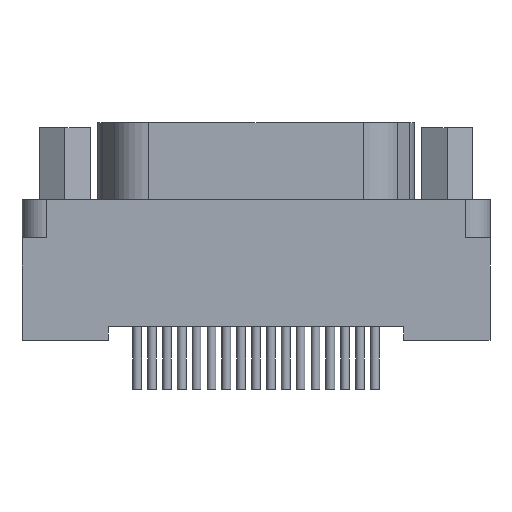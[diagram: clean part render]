
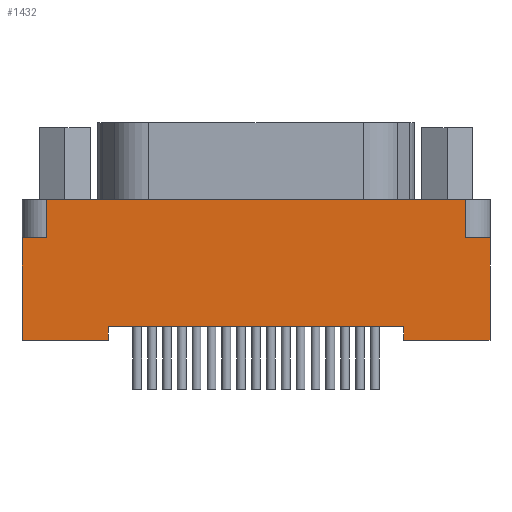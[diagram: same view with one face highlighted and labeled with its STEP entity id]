
A CAD part, front view. The second image highlights one B-rep face of the part: STEP entity #1432.
In plain terms, the highlighted planar face has unit normal (0, -1, 0).
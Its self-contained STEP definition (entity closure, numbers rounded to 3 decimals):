
#1432=ADVANCED_FACE('NONE',(#3042),#3043,.T.);
#3042=FACE_OUTER_BOUND('',#7301,.T.);
#3043=PLANE('',#7302);
#7301=EDGE_LOOP('',(#11656,#11657,#11658,#11659,#11660,#11661,#11662,#11663,#11664,#11665,#11666,#11667));
#7302=AXIS2_PLACEMENT_3D('',#11668,#11669,#11670);
#11656=ORIENTED_EDGE('',*,*,#13866,.T.);
#11657=ORIENTED_EDGE('',*,*,#13868,.T.);
#11658=ORIENTED_EDGE('',*,*,#13840,.T.);
#11659=ORIENTED_EDGE('',*,*,#13846,.T.);
#11660=ORIENTED_EDGE('',*,*,#13758,.T.);
#11661=ORIENTED_EDGE('',*,*,#13849,.T.);
#11662=ORIENTED_EDGE('',*,*,#13853,.T.);
#11663=ORIENTED_EDGE('',*,*,#13767,.F.);
#11664=ORIENTED_EDGE('',*,*,#13856,.T.);
#11665=ORIENTED_EDGE('',*,*,#13860,.T.);
#11666=ORIENTED_EDGE('',*,*,#13863,.T.);
#11667=ORIENTED_EDGE('',*,*,#13824,.F.);
#11668=CARTESIAN_POINT('',(-13.435,-3.935,-2.44));
#11669=DIRECTION('',(0.,-1.0,0.0));
#11670=DIRECTION('',(0.0,0.0,-1.0));
#13758=EDGE_CURVE('NONE',#16166,#16167,#16168,.T.);
#13767=EDGE_CURVE('NONE',#16180,#16178,#16182,.T.);
#13824=EDGE_CURVE('NONE',#16256,#16257,#16258,.T.);
#13840=EDGE_CURVE('NONE',#16281,#16282,#16283,.T.);
#13846=EDGE_CURVE('NONE',#16282,#16166,#16289,.T.);
#13849=EDGE_CURVE('NONE',#16167,#16291,#16293,.T.);
#13853=EDGE_CURVE('NONE',#16291,#16178,#16298,.T.);
#13856=EDGE_CURVE('NONE',#16180,#16300,#16302,.T.);
#13860=EDGE_CURVE('NONE',#16300,#16306,#16308,.T.);
#13863=EDGE_CURVE('NONE',#16306,#16257,#16311,.T.);
#13866=EDGE_CURVE('NONE',#16256,#16313,#16315,.T.);
#13868=EDGE_CURVE('NONE',#16313,#16281,#16317,.T.);
#16166=VERTEX_POINT('NONE',#21699);
#16167=VERTEX_POINT('NONE',#21700);
#16168=LINE('',#21701,#21702);
#16178=VERTEX_POINT('NONE',#21715);
#16180=VERTEX_POINT('NONE',#21718);
#16182=LINE('',#21720,#21721);
#16256=VERTEX_POINT('NONE',#21826);
#16257=VERTEX_POINT('NONE',#21827);
#16258=LINE('',#21828,#21829);
#16281=VERTEX_POINT('NONE',#21862);
#16282=VERTEX_POINT('NONE',#21863);
#16283=LINE('',#21864,#21865);
#16289=LINE('',#21873,#21874);
#16291=VERTEX_POINT('NONE',#21876);
#16293=LINE('',#21879,#21880);
#16298=LINE('',#21887,#21888);
#16300=VERTEX_POINT('NONE',#21890);
#16302=LINE('',#21892,#21893);
#16306=VERTEX_POINT('NONE',#21898);
#16308=LINE('',#21900,#21901);
#16311=LINE('',#21905,#21906);
#16313=VERTEX_POINT('NONE',#21908);
#16315=LINE('',#21911,#21912);
#16317=LINE('',#21914,#21915);
#21699=CARTESIAN_POINT('',(9.46,-3.935,-8.13));
#21700=CARTESIAN_POINT('',(9.46,-3.935,-9.02));
#21701=CARTESIAN_POINT('',(9.46,-3.935,-8.13));
#21702=VECTOR('',#24520,1000.0);
#21715=CARTESIAN_POINT('',(15.005,-3.935,-2.44));
#21718=CARTESIAN_POINT('',(13.435,-3.935,-2.44));
#21720=CARTESIAN_POINT('',(15.005,-3.935,-2.44));
#21721=VECTOR('',#24531,1000.0);
#21826=CARTESIAN_POINT('',(-15.005,-3.935,-2.44));
#21827=CARTESIAN_POINT('',(-13.435,-3.935,-2.44));
#21828=CARTESIAN_POINT('',(15.005,-3.935,-2.44));
#21829=VECTOR('',#24578,1000.0);
#21862=CARTESIAN_POINT('',(-9.46,-3.935,-9.02));
#21863=CARTESIAN_POINT('',(-9.46,-3.935,-8.13));
#21864=CARTESIAN_POINT('',(-9.46,-3.935,-8.13));
#21865=VECTOR('',#24595,1000.0);
#21873=CARTESIAN_POINT('',(-13.435,-3.935,-8.13));
#21874=VECTOR('',#24601,1000.0);
#21876=CARTESIAN_POINT('',(15.005,-3.935,-9.02));
#21879=CARTESIAN_POINT('',(-13.435,-3.935,-9.02));
#21880=VECTOR('',#24603,1000.0);
#21887=CARTESIAN_POINT('',(15.005,-3.935,-2.44));
#21888=VECTOR('',#24606,1000.0);
#21890=CARTESIAN_POINT('',(13.435,-3.935,0.0));
#21892=CARTESIAN_POINT('',(13.435,-3.935,-2.44));
#21893=VECTOR('',#24610,1000.0);
#21898=CARTESIAN_POINT('',(-13.435,-3.935,0.0));
#21900=CARTESIAN_POINT('',(-13.435,-3.935,0.0));
#21901=VECTOR('',#24615,1000.0);
#21905=CARTESIAN_POINT('',(-13.435,-3.935,-2.44));
#21906=VECTOR('',#24617,1000.0);
#21908=CARTESIAN_POINT('',(-15.005,-3.935,-9.02));
#21911=CARTESIAN_POINT('',(-15.005,-3.935,-2.44));
#21912=VECTOR('',#24619,1000.0);
#21914=CARTESIAN_POINT('',(-13.435,-3.935,-9.02));
#21915=VECTOR('',#24620,1000.0);
#24520=DIRECTION('',(0.0,0.0,-1.0));
#24531=DIRECTION('',(1.0,0.0,-0.0));
#24578=DIRECTION('',(1.0,0.0,-0.0));
#24595=DIRECTION('',(0.0,0.0,1.0));
#24601=DIRECTION('',(1.0,0.,0.0));
#24603=DIRECTION('',(1.0,0.,0.0));
#24606=DIRECTION('',(-0.0,0.0,1.0));
#24610=DIRECTION('',(-0.0,0.0,1.0));
#24615=DIRECTION('',(-1.0,0.,-0.0));
#24617=DIRECTION('',(0.0,-0.0,-1.0));
#24619=DIRECTION('',(0.0,-0.0,-1.0));
#24620=DIRECTION('',(1.0,0.,0.0));
